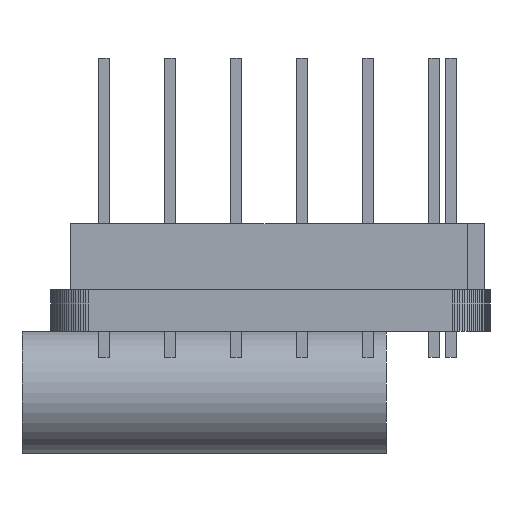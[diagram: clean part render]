
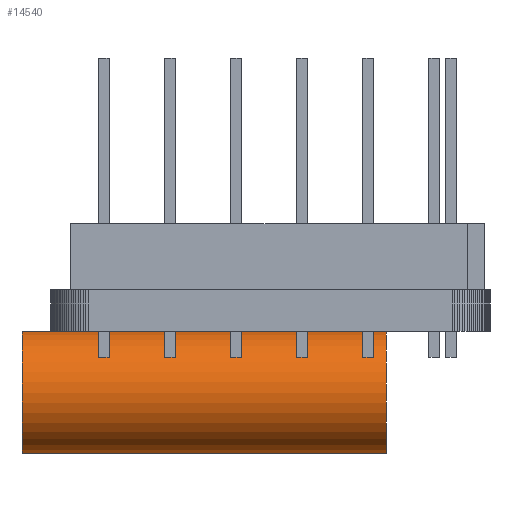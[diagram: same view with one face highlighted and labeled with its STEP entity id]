
A CAD part, left-side view. The second image highlights one B-rep face of the part: STEP entity #14540.
In plain terms, the highlighted cylindrical face has radius 2.35 mm (diameter 4.7 mm), a full revolution.
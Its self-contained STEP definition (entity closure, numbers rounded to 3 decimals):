
#14540 = ADVANCED_FACE('',(#14541),#14554,.F.);
#14541 = FACE_BOUND('',#14542,.T.);
#14542 = EDGE_LOOP('',(#14543,#14577,#14600,#14629,#14651));
#14543 = ORIENTED_EDGE('',*,*,#14544,.F.);
#14544 = EDGE_CURVE('',#14545,#14545,#14547,.T.);
#14545 = VERTEX_POINT('',#14546);
#14546 = CARTESIAN_POINT('',(28.7,18.,-2.35));
#14547 = SURFACE_CURVE('',#14548,(#14553,#14565),.PCURVE_S1.);
#14548 = CIRCLE('',#14549,2.35);
#14549 = AXIS2_PLACEMENT_3D('',#14550,#14551,#14552);
#14550 = CARTESIAN_POINT('',(26.35,18.,-2.35));
#14551 = DIRECTION('',(0.,-1.,0.));
#14552 = DIRECTION('',(1.,0.,0.));
#14553 = PCURVE('',#14554,#14559);
#14554 = CYLINDRICAL_SURFACE('',#14555,2.35);
#14555 = AXIS2_PLACEMENT_3D('',#14556,#14557,#14558);
#14556 = CARTESIAN_POINT('',(26.35,18.,-2.35));
#14557 = DIRECTION('',(-0.,1.,0.));
#14558 = DIRECTION('',(1.,0.,0.));
#14559 = DEFINITIONAL_REPRESENTATION('',(#14560),#14564);
#14560 = LINE('',#14561,#14562);
#14561 = CARTESIAN_POINT('',(-0.,0.));
#14562 = VECTOR('',#14563,1.);
#14563 = DIRECTION('',(-1.,0.));
#14564 = ( GEOMETRIC_REPRESENTATION_CONTEXT(2) 
PARAMETRIC_REPRESENTATION_CONTEXT() REPRESENTATION_CONTEXT('2D SPACE',''
  ) );
#14565 = PCURVE('',#14566,#14571);
#14566 = PLANE('',#14567);
#14567 = AXIS2_PLACEMENT_3D('',#14568,#14569,#14570);
#14568 = CARTESIAN_POINT('',(26.35,18.,-2.35));
#14569 = DIRECTION('',(0.,-1.,0.));
#14570 = DIRECTION('',(1.,0.,0.));
#14571 = DEFINITIONAL_REPRESENTATION('',(#14572),#14576);
#14572 = CIRCLE('',#14573,2.35);
#14573 = AXIS2_PLACEMENT_2D('',#14574,#14575);
#14574 = CARTESIAN_POINT('',(0.,0.));
#14575 = DIRECTION('',(1.,0.));
#14576 = ( GEOMETRIC_REPRESENTATION_CONTEXT(2) 
PARAMETRIC_REPRESENTATION_CONTEXT() REPRESENTATION_CONTEXT('2D SPACE',''
  ) );
#14577 = ORIENTED_EDGE('',*,*,#14578,.T.);
#14578 = EDGE_CURVE('',#14545,#14579,#14581,.T.);
#14579 = VERTEX_POINT('',#14580);
#14580 = CARTESIAN_POINT('',(28.7,4.,-2.35));
#14581 = SEAM_CURVE('',#14582,(#14586,#14593),.PCURVE_S1.);
#14582 = LINE('',#14583,#14584);
#14583 = CARTESIAN_POINT('',(28.7,18.,-2.35));
#14584 = VECTOR('',#14585,1.);
#14585 = DIRECTION('',(0.,-1.,0.));
#14586 = PCURVE('',#14554,#14587);
#14587 = DEFINITIONAL_REPRESENTATION('',(#14588),#14592);
#14588 = LINE('',#14589,#14590);
#14589 = CARTESIAN_POINT('',(-6.283,0.));
#14590 = VECTOR('',#14591,1.);
#14591 = DIRECTION('',(-0.,-1.));
#14592 = ( GEOMETRIC_REPRESENTATION_CONTEXT(2) 
PARAMETRIC_REPRESENTATION_CONTEXT() REPRESENTATION_CONTEXT('2D SPACE',''
  ) );
#14593 = PCURVE('',#14554,#14594);
#14594 = DEFINITIONAL_REPRESENTATION('',(#14595),#14599);
#14595 = LINE('',#14596,#14597);
#14596 = CARTESIAN_POINT('',(-0.,0.));
#14597 = VECTOR('',#14598,1.);
#14598 = DIRECTION('',(-0.,-1.));
#14599 = ( GEOMETRIC_REPRESENTATION_CONTEXT(2) 
PARAMETRIC_REPRESENTATION_CONTEXT() REPRESENTATION_CONTEXT('2D SPACE',''
  ) );
#14600 = ORIENTED_EDGE('',*,*,#14601,.T.);
#14601 = EDGE_CURVE('',#14579,#14602,#14604,.T.);
#14602 = VERTEX_POINT('',#14603);
#14603 = CARTESIAN_POINT('',(26.35,4.,0.));
#14604 = SURFACE_CURVE('',#14605,(#14610,#14617),.PCURVE_S1.);
#14605 = CIRCLE('',#14606,2.35);
#14606 = AXIS2_PLACEMENT_3D('',#14607,#14608,#14609);
#14607 = CARTESIAN_POINT('',(26.35,4.,-2.35));
#14608 = DIRECTION('',(0.,-1.,0.));
#14609 = DIRECTION('',(1.,0.,0.));
#14610 = PCURVE('',#14554,#14611);
#14611 = DEFINITIONAL_REPRESENTATION('',(#14612),#14616);
#14612 = LINE('',#14613,#14614);
#14613 = CARTESIAN_POINT('',(-0.,-14.));
#14614 = VECTOR('',#14615,1.);
#14615 = DIRECTION('',(-1.,0.));
#14616 = ( GEOMETRIC_REPRESENTATION_CONTEXT(2) 
PARAMETRIC_REPRESENTATION_CONTEXT() REPRESENTATION_CONTEXT('2D SPACE',''
  ) );
#14617 = PCURVE('',#14618,#14623);
#14618 = PLANE('',#14619);
#14619 = AXIS2_PLACEMENT_3D('',#14620,#14621,#14622);
#14620 = CARTESIAN_POINT('',(26.35,4.,-2.35));
#14621 = DIRECTION('',(0.,-1.,0.));
#14622 = DIRECTION('',(1.,0.,0.));
#14623 = DEFINITIONAL_REPRESENTATION('',(#14624),#14628);
#14624 = CIRCLE('',#14625,2.35);
#14625 = AXIS2_PLACEMENT_2D('',#14626,#14627);
#14626 = CARTESIAN_POINT('',(0.,0.));
#14627 = DIRECTION('',(1.,0.));
#14628 = ( GEOMETRIC_REPRESENTATION_CONTEXT(2) 
PARAMETRIC_REPRESENTATION_CONTEXT() REPRESENTATION_CONTEXT('2D SPACE',''
  ) );
#14629 = ORIENTED_EDGE('',*,*,#14630,.T.);
#14630 = EDGE_CURVE('',#14602,#14579,#14631,.T.);
#14631 = SURFACE_CURVE('',#14632,(#14637,#14644),.PCURVE_S1.);
#14632 = CIRCLE('',#14633,2.35);
#14633 = AXIS2_PLACEMENT_3D('',#14634,#14635,#14636);
#14634 = CARTESIAN_POINT('',(26.35,4.,-2.35));
#14635 = DIRECTION('',(0.,-1.,0.));
#14636 = DIRECTION('',(1.,0.,0.));
#14637 = PCURVE('',#14554,#14638);
#14638 = DEFINITIONAL_REPRESENTATION('',(#14639),#14643);
#14639 = LINE('',#14640,#14641);
#14640 = CARTESIAN_POINT('',(-0.,-14.));
#14641 = VECTOR('',#14642,1.);
#14642 = DIRECTION('',(-1.,0.));
#14643 = ( GEOMETRIC_REPRESENTATION_CONTEXT(2) 
PARAMETRIC_REPRESENTATION_CONTEXT() REPRESENTATION_CONTEXT('2D SPACE',''
  ) );
#14644 = PCURVE('',#14618,#14645);
#14645 = DEFINITIONAL_REPRESENTATION('',(#14646),#14650);
#14646 = CIRCLE('',#14647,2.35);
#14647 = AXIS2_PLACEMENT_2D('',#14648,#14649);
#14648 = CARTESIAN_POINT('',(0.,0.));
#14649 = DIRECTION('',(1.,0.));
#14650 = ( GEOMETRIC_REPRESENTATION_CONTEXT(2) 
PARAMETRIC_REPRESENTATION_CONTEXT() REPRESENTATION_CONTEXT('2D SPACE',''
  ) );
#14651 = ORIENTED_EDGE('',*,*,#14578,.F.);
